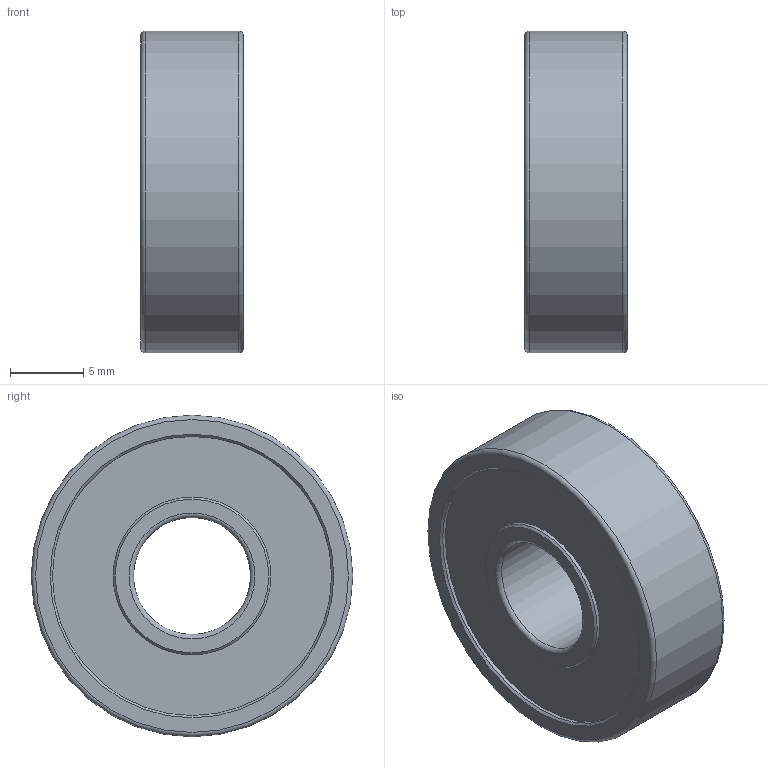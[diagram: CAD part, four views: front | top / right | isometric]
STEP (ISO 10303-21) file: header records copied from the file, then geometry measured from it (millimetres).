
FILE_DESCRIPTION( ( 'STEP AP214' ), '1' );
FILE_NAME( '608ZZ_2_14b.stp', ' ', ( ' ' ), ( ' ' ), 'PSStep 15.0.47', 'PARTsolutions', ' ' );
FILE_SCHEMA( ( 'AUTOMOTIVE_DESIGN { 1 0 10303 214 1 1 1 1 }' ) );
Length unit declared in the file: millimetre
Products named in the file (6): 608ZZ; _608ZZ_ir; _608ZZ_cage; _608ZZ_ball; _608ZZ_or; _608ZZ_shield
Assembly tree (12 placements, depth 2):
  608ZZ
    _608ZZ_ir
    _608ZZ_cage
    _608ZZ_ball  x7
    _608ZZ_or
    _608ZZ_shield  x2
Bounding box: 7 x 22 x 22 mm (x, y, z)
Volume: 1618.1 mm3; surface area: 3269 mm2
Topology: 12 solids, 12 shells, 54 faces, 126 edges, 77 vertices
Faces by surface type: cylinder 16, sphere 14, plane 8, cone 8, torus 8
Full cylindrical faces by diameter (mm): 8 x1, 10.8 x4, 11.594 x2, 14.008 x1, 15.992 x1, 17.354 x2, 19.1 x4, 22 x1
Entity records: 2242 total; most frequent: CARTESIAN_POINT 928, DIRECTION 186, EDGE_LOOP 100, ORIENTED_EDGE 100, AXIS2_PLACEMENT_3D 93, FACE_OUTER_BOUND 70, VERTEX_POINT 55, EDGE_CURVE 50
